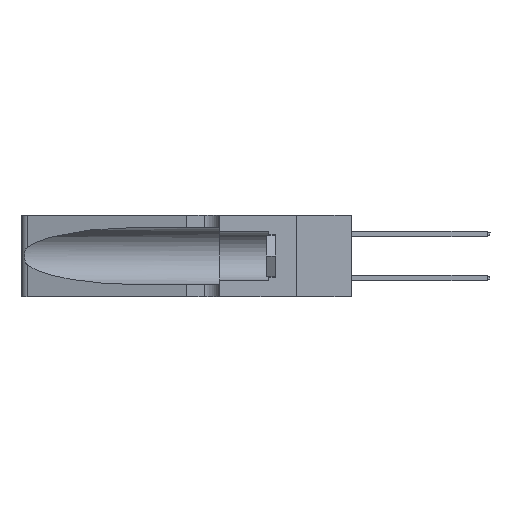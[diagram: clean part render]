
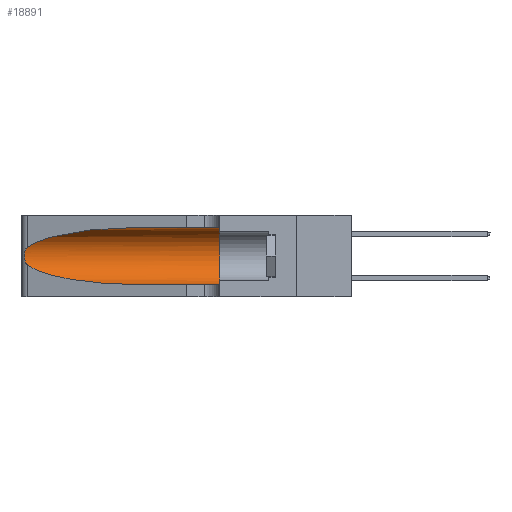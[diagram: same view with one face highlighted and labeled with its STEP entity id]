
A CAD part, left-side view. The second image highlights one B-rep face of the part: STEP entity #18891.
In plain terms, the highlighted cylindrical face has radius 3.308 mm (diameter 6.617 mm), a partial arc.
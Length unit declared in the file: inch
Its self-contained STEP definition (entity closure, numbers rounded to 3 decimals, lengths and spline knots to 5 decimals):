
#352 = CARTESIAN_POINT ( 'NONE',  ( 0.1305, 0.72297, 0.31525 ) ) ;
#576 = CARTESIAN_POINT ( 'NONE',  ( 0.26017, 1.23833, 0.17102 ) ) ;
#720 = CARTESIAN_POINT ( 'NONE',  ( 0.25487, 1.22718, 0.22369 ) ) ;
#1457 = CARTESIAN_POINT ( 'NONE',  ( 0.1305, 0.72297, 0.05475 ) ) ;
#2251 =( BOUNDED_CURVE ( )  B_SPLINE_CURVE ( 3, ( #352, #17915, #23468, #720 ),
 .UNSPECIFIED., .F., .F. ) 
 B_SPLINE_CURVE_WITH_KNOTS ( ( 4, 4 ),
 ( 1.5708, 2.84003 ),
 .UNSPECIFIED. ) 
 CURVE ( )  GEOMETRIC_REPRESENTATION_ITEM ( )  RATIONAL_B_SPLINE_CURVE ( ( 1., 0.87, 0.87, 1. ) ) 
 REPRESENTATION_ITEM ( '' )  );
#2733 =( BOUNDED_CURVE ( )  B_SPLINE_CURVE ( 3, ( #20646, #23571, #4008, #21242 ),
 .UNSPECIFIED., .F., .F. ) 
 B_SPLINE_CURVE_WITH_KNOTS ( ( 4, 4 ),
 ( 3.44316, 4.71239 ),
 .UNSPECIFIED. ) 
 CURVE ( )  GEOMETRIC_REPRESENTATION_ITEM ( )  RATIONAL_B_SPLINE_CURVE ( ( 1., 0.87, 0.87, 1. ) ) 
 REPRESENTATION_ITEM ( '' )  );
#3310 = ORIENTED_EDGE ( 'NONE', *, *, #35099, .T. ) ;
#3365 = CARTESIAN_POINT ( 'NONE',  ( 0.25487, 1.22718, 0.14631 ) ) ;
#3459 = VECTOR ( 'NONE', #10634, 39.37008 ) ;
#3644 = EDGE_LOOP ( 'NONE', ( #30358, #29168, #19005, #3310, #36043, #7458 ) ) ;
#4008 = CARTESIAN_POINT ( 'NONE',  ( 0.18966, 0.96281, 0.05475 ) ) ;
#5308 = LINE ( 'NONE', #33912, #3459 ) ;
#6303 = CARTESIAN_POINT ( 'NONE',  ( 0.25555, 1.22993, 0.14849 ) ) ;
#6716 = AXIS2_PLACEMENT_3D ( 'NONE', #10563, #31049, #32940 ) ;
#7458 = ORIENTED_EDGE ( 'NONE', *, *, #33270, .F. ) ;
#8619 = VERTEX_POINT ( 'NONE', #34260 ) ;
#8722 = CARTESIAN_POINT ( 'NONE',  ( 0.26075, 1.23896, 0.19203 ) ) ;
#10021 = EDGE_CURVE ( 'NONE', #8619, #35563, #31437, .T. ) ;
#10563 = CARTESIAN_POINT ( 'NONE',  ( 0.1305, 1.61858, 0.185 ) ) ;
#10634 = DIRECTION ( 'NONE',  ( 0., -1., 0. ) ) ;
#11018 = LINE ( 'NONE', #13314, #28896 ) ;
#11639 = CARTESIAN_POINT ( 'NONE',  ( 0.25639, 1.23186, 0.15144 ) ) ;
#12127 = CARTESIAN_POINT ( 'NONE',  ( 0.26018, 1.23835, 0.19895 ) ) ;
#13314 = CARTESIAN_POINT ( 'NONE',  ( 0.1305, 1.61858, 0.05475 ) ) ;
#14352 = FACE_OUTER_BOUND ( 'NONE', #3644, .T. ) ;
#14390 = EDGE_CURVE ( 'NONE', #33542, #17887, #2733, .T. ) ;
#14595 = CARTESIAN_POINT ( 'NONE',  ( 0.25487, 1.22718, 0.14631 ) ) ;
#16273 = DIRECTION ( 'NONE',  ( 0., -1., 0. ) ) ;
#16364 = CARTESIAN_POINT ( 'NONE',  ( 0.1305, 0.35, 0.185 ) ) ;
#17534 = CARTESIAN_POINT ( 'NONE',  ( 0.25639, 1.23184, 0.21858 ) ) ;
#17887 = VERTEX_POINT ( 'NONE', #1457 ) ;
#17915 = CARTESIAN_POINT ( 'NONE',  ( 0.18966, 0.96281, 0.31525 ) ) ;
#17925 = CARTESIAN_POINT ( 'NONE',  ( 0.1305, 0.72297, 0.31525 ) ) ;
#18891 = ADVANCED_FACE ( 'NONE', ( #14352 ), #31794, .F. ) ;
#19005 = ORIENTED_EDGE ( 'NONE', *, *, #14390, .T. ) ;
#20216 = VERTEX_POINT ( 'NONE', #17925 ) ;
#20646 = CARTESIAN_POINT ( 'NONE',  ( 0.25487, 1.22718, 0.14631 ) ) ;
#20881 = CARTESIAN_POINT ( 'NONE',  ( 0.25856, 1.23593, 0.16098 ) ) ;
#21000 = CARTESIAN_POINT ( 'NONE',  ( 0.25854, 1.2359, 0.20912 ) ) ;
#21242 = CARTESIAN_POINT ( 'NONE',  ( 0.1305, 0.72297, 0.05475 ) ) ;
#23334 = CARTESIAN_POINT ( 'NONE',  ( 0.25487, 1.22718, 0.22369 ) ) ;
#23468 = CARTESIAN_POINT ( 'NONE',  ( 0.2373, 1.15595, 0.28018 ) ) ;
#23571 = CARTESIAN_POINT ( 'NONE',  ( 0.2373, 1.15595, 0.08982 ) ) ;
#23608 = CARTESIAN_POINT ( 'NONE',  ( 0.25487, 1.22718, 0.22369 ) ) ;
#26272 = CARTESIAN_POINT ( 'NONE',  ( 0.25787, 1.23484, 0.2124 ) ) ;
#26391 = CARTESIAN_POINT ( 'NONE',  ( 0.26075, 1.23896, 0.178 ) ) ;
#27707 = B_SPLINE_CURVE_WITH_KNOTS ( 'NONE', 3,
 ( #23334, #29206, #17534, #26272, #21000, #12127, #8722, #26391, #576, #20881, #35044, #11639, #6303, #3365 ),
 .UNSPECIFIED., .F., .F.,
 ( 4, 2, 2, 2, 2, 2, 4 ),
 ( 0., 0.00027, 0.00053, 0.00107, 0.0016, 0.00187, 0.00214 ),
 .UNSPECIFIED. ) ;
#27753 = DIRECTION ( 'NONE',  ( 0., 1., 0. ) ) ;
#28147 = DIRECTION ( 'NONE',  ( 0., 0., 1. ) ) ;
#28896 = VECTOR ( 'NONE', #16273, 39.37008 ) ;
#29099 = EDGE_CURVE ( 'NONE', #20216, #34620, #2251, .T. ) ;
#29168 = ORIENTED_EDGE ( 'NONE', *, *, #37446, .T. ) ;
#29206 = CARTESIAN_POINT ( 'NONE',  ( 0.25555, 1.22994, 0.2215 ) ) ;
#30358 = ORIENTED_EDGE ( 'NONE', *, *, #29099, .T. ) ;
#30813 = CARTESIAN_POINT ( 'NONE',  ( 0.1305, 0.35, 0.05475 ) ) ;
#30991 = AXIS2_PLACEMENT_3D ( 'NONE', #16364, #27753, #28147 ) ;
#31049 = DIRECTION ( 'NONE',  ( 0., -1., 0. ) ) ;
#31437 = CIRCLE ( 'NONE', #30991, 0.13025 ) ;
#31794 = CYLINDRICAL_SURFACE ( 'NONE', #6716, 0.13025 ) ;
#32940 = DIRECTION ( 'NONE',  ( 0., 0., -1. ) ) ;
#33270 = EDGE_CURVE ( 'NONE', #20216, #8619, #5308, .T. ) ;
#33542 = VERTEX_POINT ( 'NONE', #14595 ) ;
#33912 = CARTESIAN_POINT ( 'NONE',  ( 0.1305, 1.61858, 0.31525 ) ) ;
#34260 = CARTESIAN_POINT ( 'NONE',  ( 0.1305, 0.35, 0.31525 ) ) ;
#34620 = VERTEX_POINT ( 'NONE', #23608 ) ;
#35044 = CARTESIAN_POINT ( 'NONE',  ( 0.25789, 1.23486, 0.15765 ) ) ;
#35099 = EDGE_CURVE ( 'NONE', #17887, #35563, #11018, .T. ) ;
#35563 = VERTEX_POINT ( 'NONE', #30813 ) ;
#36043 = ORIENTED_EDGE ( 'NONE', *, *, #10021, .F. ) ;
#37446 = EDGE_CURVE ( 'NONE', #34620, #33542, #27707, .T. ) ;
